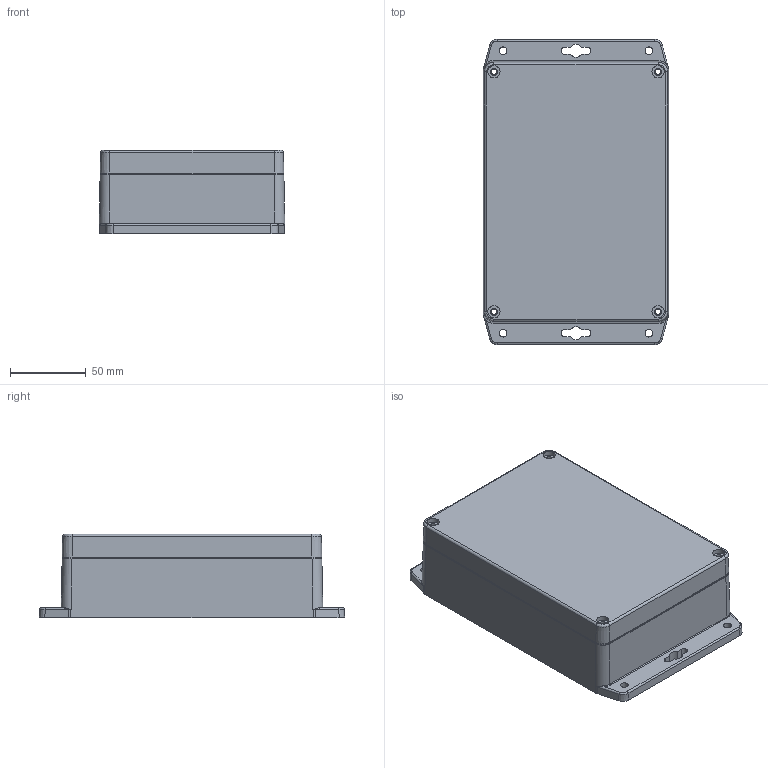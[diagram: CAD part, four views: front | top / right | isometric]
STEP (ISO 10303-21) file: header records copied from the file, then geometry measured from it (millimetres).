
FILE_DESCRIPTION (( 'STEP AP214' ), '1' );
FILE_NAME ('G214組合件.STEP', '2010-12-07T03:01:34', ( 'NEF User' ), ( 'NEF User' ), 'SwSTEP 2.0', 'SolidWorks 2010', '' );
FILE_SCHEMA (( 'AUTOMOTIVE_DESIGN' ));
Length unit declared in the file: millimetre
Products named in the file (3): G214-BASE; G214組合件; G214-COVER
Assembly tree (2 placements, depth 2):
  G214組合件
    G214-BASE
    G214-COVER
Bounding box: 122.36 x 201 x 55 mm (x, y, z)
Volume: 252068 mm3; surface area: 167459.2 mm2
Topology: 2 solids, 2 shells, 689 faces, 1736 edges, 1074 vertices
Faces by surface type: plane 238, cylinder 182, cone 169, bspline 100
Entity records: 25260 total; most frequent: CARTESIAN_POINT 9099, ORIENTED_EDGE 3402, DIRECTION 3309, EDGE_CURVE 1701, AXIS2_PLACEMENT_3D 1230, VERTEX_POINT 1074, VECTOR 849, LINE 849
